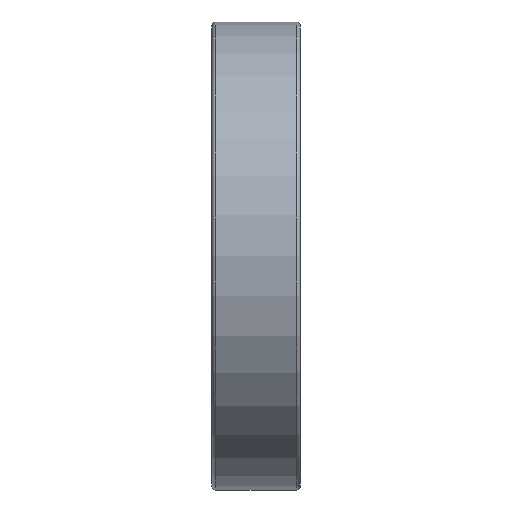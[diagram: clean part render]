
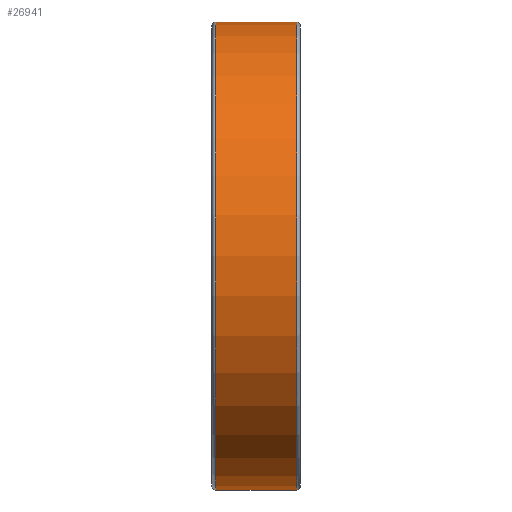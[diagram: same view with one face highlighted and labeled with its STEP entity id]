
A CAD part, top view. The second image highlights one B-rep face of the part: STEP entity #26941.
In plain terms, the highlighted cylindrical face has radius 18.5 mm (diameter 37 mm), a partial arc.
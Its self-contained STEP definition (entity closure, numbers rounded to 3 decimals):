
#15928=DIRECTION('',(-1.,0.,0.));
#15929=VECTOR('',#15928,6.4);
#15930=CARTESIAN_POINT('',(3.2,18.5,0.));
#15931=LINE('',#15930,#15929);
#15935=DIRECTION('',(-1.,0.,0.));
#15936=VECTOR('',#15935,6.4);
#15937=CARTESIAN_POINT('',(3.2,-18.5,0.));
#15938=LINE('',#15937,#15936);
#15950=CARTESIAN_POINT('',(3.2,0.,0.));
#15951=DIRECTION('',(1.,0.,0.));
#15952=DIRECTION('',(0.,1.,0.));
#15953=AXIS2_PLACEMENT_3D('',#15950,#15951,#15952);
#15958=CARTESIAN_POINT('',(-3.2,0.,0.));
#15959=DIRECTION('',(1.,0.,0.));
#15960=DIRECTION('',(0.,1.,0.));
#15961=AXIS2_PLACEMENT_3D('',#15958,#15959,#15960);
#23585=CARTESIAN_POINT('',(3.2,18.5,0.));
#23586=CARTESIAN_POINT('',(-3.2,18.5,0.));
#23587=VERTEX_POINT('',#23585);
#23588=VERTEX_POINT('',#23586);
#23597=CARTESIAN_POINT('',(3.2,-18.5,0.));
#23598=CARTESIAN_POINT('',(-3.2,-18.5,0.));
#23599=VERTEX_POINT('',#23597);
#23600=VERTEX_POINT('',#23598);
#26929=CARTESIAN_POINT('',(-3.85,0.,0.));
#26930=DIRECTION('',(1.,0.,0.));
#26931=DIRECTION('',(0.,-1.,0.));
#26932=AXIS2_PLACEMENT_3D('',#26929,#26930,#26931);
#26933=CYLINDRICAL_SURFACE('',#26932,18.5);
#26934=ORIENTED_EDGE('',*,*,#26919,.F.);
#26935=ORIENTED_EDGE('',*,*,#26896,.T.);
#26936=ORIENTED_EDGE('',*,*,#26923,.T.);
#26938=ORIENTED_EDGE('',*,*,#26937,.F.);
#26939=EDGE_LOOP('',(#26934,#26935,#26936,#26938));
#26940=FACE_OUTER_BOUND('',#26939,.F.);
#15954=CIRCLE('',#15953,18.5);
#15962=CIRCLE('',#15961,18.5);
#26896=EDGE_CURVE('',#23587,#23599,#15954,.T.);
#26919=EDGE_CURVE('',#23587,#23588,#15931,.T.);
#26923=EDGE_CURVE('',#23599,#23600,#15938,.T.);
#26937=EDGE_CURVE('',#23588,#23600,#15962,.T.);
#26941=ADVANCED_FACE('',(#26940),#26933,.T.);
